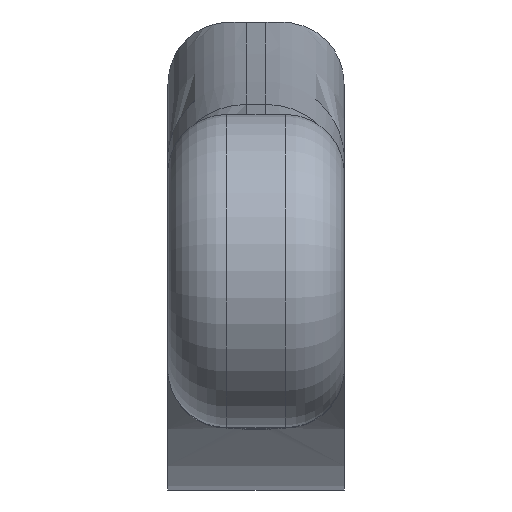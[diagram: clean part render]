
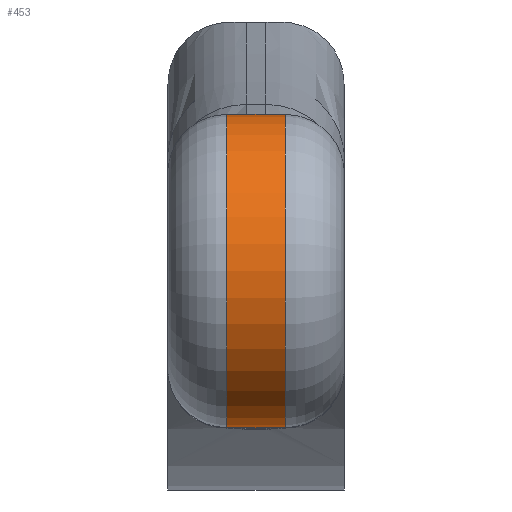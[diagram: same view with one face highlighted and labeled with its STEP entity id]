
A CAD part, top view. The second image highlights one B-rep face of the part: STEP entity #453.
In plain terms, the highlighted cylindrical face has radius 4 mm (diameter 8 mm), a partial arc.
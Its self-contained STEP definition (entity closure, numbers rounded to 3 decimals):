
#50=CIRCLE('',#497,4.);
#51=CIRCLE('',#498,4.);
#86=ORIENTED_EDGE('',*,*,#224,.F.);
#87=ORIENTED_EDGE('',*,*,#225,.T.);
#88=ORIENTED_EDGE('',*,*,#226,.T.);
#89=ORIENTED_EDGE('',*,*,#227,.T.);
#224=EDGE_CURVE('',#293,#294,#335,.T.);
#225=EDGE_CURVE('',#293,#295,#50,.T.);
#226=EDGE_CURVE('',#295,#296,#336,.T.);
#227=EDGE_CURVE('',#296,#294,#51,.F.);
#293=VERTEX_POINT('',#706);
#294=VERTEX_POINT('',#707);
#295=VERTEX_POINT('',#709);
#296=VERTEX_POINT('',#711);
#335=LINE('',#705,#354);
#336=LINE('',#710,#355);
#354=VECTOR('',#562,1000.);
#355=VECTOR('',#565,1000.);
#373=EDGE_LOOP('',(#86,#87,#88,#89));
#406=FACE_BOUND('',#373,.T.);
#439=CYLINDRICAL_SURFACE('',#496,4.);
#453=ADVANCED_FACE('',(#406),#439,.T.);
#496=AXIS2_PLACEMENT_3D('',#704,#560,#561);
#497=AXIS2_PLACEMENT_3D('',#708,#563,#564);
#498=AXIS2_PLACEMENT_3D('',#712,#566,#567);
#560=DIRECTION('',(1.,0.,0.));
#561=DIRECTION('',(0.,0.,-1.));
#562=DIRECTION('',(1.,0.,0.));
#563=DIRECTION('',(1.,0.,0.));
#564=DIRECTION('',(0.,0.,-1.));
#565=DIRECTION('',(1.,0.,0.));
#566=DIRECTION('',(1.,0.,0.));
#567=DIRECTION('',(0.,0.,-1.));
#704=CARTESIAN_POINT('',(-4.5,0.,0.));
#705=CARTESIAN_POINT('',(-4.5,4.,0.));
#706=CARTESIAN_POINT('',(-3.,4.,0.));
#707=CARTESIAN_POINT('',(-1.5,4.,0.));
#708=CARTESIAN_POINT('',(-3.,0.,0.));
#709=CARTESIAN_POINT('',(-3.,-4.,0.));
#710=CARTESIAN_POINT('',(-4.5,-4.,0.));
#711=CARTESIAN_POINT('',(-1.5,-4.,0.));
#712=CARTESIAN_POINT('',(-1.5,0.,0.));
